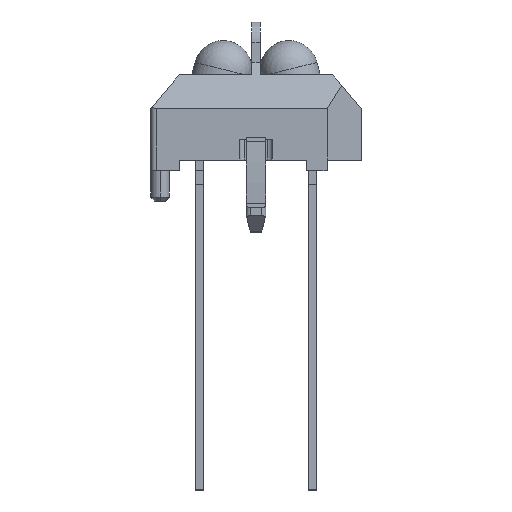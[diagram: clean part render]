
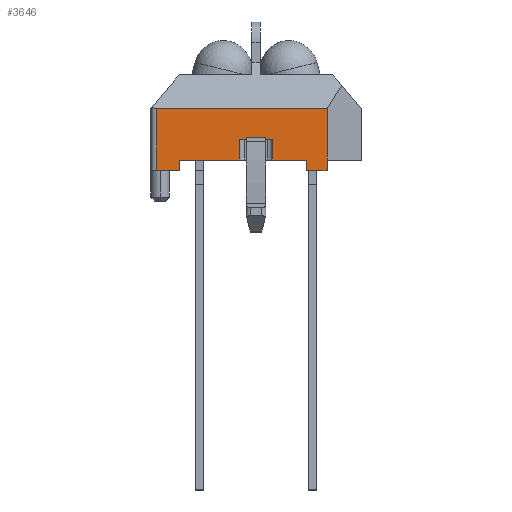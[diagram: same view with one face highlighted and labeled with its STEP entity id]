
A CAD part, top view. The second image highlights one B-rep face of the part: STEP entity #3646.
In plain terms, the highlighted planar face has unit normal (0, 0, 1).
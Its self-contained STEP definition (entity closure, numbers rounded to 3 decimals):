
#19 = VERTEX_POINT ( 'NONE', #1026 ) ;
#36 = EDGE_CURVE ( 'NONE', #3780, #503, #2066, .T. ) ;
#47 = ORIENTED_EDGE ( 'NONE', *, *, #1469, .T. ) ;
#52 = CARTESIAN_POINT ( 'NONE',  ( -4.85, 0., 2.9 ) ) ;
#118 = VERTEX_POINT ( 'NONE', #4472 ) ;
#121 = EDGE_CURVE ( 'NONE', #1416, #1897, #2031, .T. ) ;
#153 = LINE ( 'NONE', #780, #1698 ) ;
#158 = ORIENTED_EDGE ( 'NONE', *, *, #2685, .F. ) ;
#189 = CARTESIAN_POINT ( 'NONE',  ( 0.475, 1.595, 2.9 ) ) ;
#317 = LINE ( 'NONE', #2708, #1861 ) ;
#402 = LINE ( 'NONE', #3320, #3558 ) ;
#440 = VECTOR ( 'NONE', #841, 1000. ) ;
#461 = DIRECTION ( 'NONE',  ( 0., -1., 0. ) ) ;
#483 = VERTEX_POINT ( 'NONE', #758 ) ;
#484 = DIRECTION ( 'NONE',  ( -1., 0., 0. ) ) ;
#488 = VERTEX_POINT ( 'NONE', #2834 ) ;
#503 = VERTEX_POINT ( 'NONE', #2409 ) ;
#569 = CARTESIAN_POINT ( 'NONE',  ( -5.1, 4.63, 2.9 ) ) ;
#596 = VERTEX_POINT ( 'NONE', #189 ) ;
#601 = CARTESIAN_POINT ( 'NONE',  ( 2.45, 0., 2.9 ) ) ;
#708 = LINE ( 'NONE', #3083, #2202 ) ;
#758 = CARTESIAN_POINT ( 'NONE',  ( 3.45, 0.5, 2.9 ) ) ;
#769 = EDGE_CURVE ( 'NONE', #3784, #3828, #907, .T. ) ;
#780 = CARTESIAN_POINT ( 'NONE',  ( -0.8, 1.5, 2.9 ) ) ;
#786 = EDGE_CURVE ( 'NONE', #3828, #932, #2551, .T. ) ;
#805 = AXIS2_PLACEMENT_3D ( 'NONE', #569, #4259, #3524 ) ;
#822 = DIRECTION ( 'NONE',  ( -1., 0., 0. ) ) ;
#841 = DIRECTION ( 'NONE',  ( 0., -1., 0. ) ) ;
#885 = ORIENTED_EDGE ( 'NONE', *, *, #1901, .F. ) ;
#887 = LINE ( 'NONE', #4015, #906 ) ;
#906 = VECTOR ( 'NONE', #2807, 1000. ) ;
#907 = LINE ( 'NONE', #3546, #2571 ) ;
#932 = VERTEX_POINT ( 'NONE', #3801 ) ;
#948 = ORIENTED_EDGE ( 'NONE', *, *, #1384, .F. ) ;
#978 = ORIENTED_EDGE ( 'NONE', *, *, #1573, .F. ) ;
#1016 = DIRECTION ( 'NONE',  ( 0., 1., 0. ) ) ;
#1024 = PLANE ( 'NONE',  #805 ) ;
#1026 = CARTESIAN_POINT ( 'NONE',  ( -4.65, 0., 2.9 ) ) ;
#1032 = DIRECTION ( 'NONE',  ( 0., 1., 0. ) ) ;
#1045 = VECTOR ( 'NONE', #1312, 1000. ) ;
#1098 = DIRECTION ( 'NONE',  ( -1., 0., 0. ) ) ;
#1138 = CARTESIAN_POINT ( 'NONE',  ( -3.7, 0.5, 2.9 ) ) ;
#1162 = LINE ( 'NONE', #1887, #4305 ) ;
#1312 = DIRECTION ( 'NONE',  ( 0., -1., 0. ) ) ;
#1320 = CARTESIAN_POINT ( 'NONE',  ( -0.475, -2.7, 2.9 ) ) ;
#1321 = LINE ( 'NONE', #601, #2829 ) ;
#1362 = LINE ( 'NONE', #3063, #2882 ) ;
#1384 = EDGE_CURVE ( 'NONE', #3903, #488, #153, .T. ) ;
#1402 = CARTESIAN_POINT ( 'NONE',  ( -3.7, 0., 2.9 ) ) ;
#1416 = VERTEX_POINT ( 'NONE', #2546 ) ;
#1469 = EDGE_CURVE ( 'NONE', #1724, #596, #3363, .T. ) ;
#1544 = VERTEX_POINT ( 'NONE', #3767 ) ;
#1573 = EDGE_CURVE ( 'NONE', #1544, #503, #317, .T. ) ;
#1615 = ORIENTED_EDGE ( 'NONE', *, *, #2502, .T. ) ;
#1664 = ORIENTED_EDGE ( 'NONE', *, *, #2790, .T. ) ;
#1698 = VECTOR ( 'NONE', #1098, 1000. ) ;
#1724 = VERTEX_POINT ( 'NONE', #3482 ) ;
#1801 = DIRECTION ( 'NONE',  ( 1., 0., 0. ) ) ;
#1824 = VECTOR ( 'NONE', #3651, 1000. ) ;
#1861 = VECTOR ( 'NONE', #484, 1000. ) ;
#1863 = LINE ( 'NONE', #1320, #3481 ) ;
#1887 = CARTESIAN_POINT ( 'NONE',  ( 0.475, 4.63, 2.9 ) ) ;
#1897 = VERTEX_POINT ( 'NONE', #2007 ) ;
#1901 = EDGE_CURVE ( 'NONE', #488, #3784, #402, .T. ) ;
#1963 = CARTESIAN_POINT ( 'NONE',  ( -5.1, 0., 2.9 ) ) ;
#1991 = VECTOR ( 'NONE', #1801, 1000. ) ;
#2007 = CARTESIAN_POINT ( 'NONE',  ( 3.45, 3., 2.9 ) ) ;
#2022 = CARTESIAN_POINT ( 'NONE',  ( 0.475, 1.5, 2.9 ) ) ;
#2031 = LINE ( 'NONE', #3218, #1991 ) ;
#2066 = LINE ( 'NONE', #2670, #440 ) ;
#2104 = ORIENTED_EDGE ( 'NONE', *, *, #121, .F. ) ;
#2164 = VERTEX_POINT ( 'NONE', #2022 ) ;
#2165 = EDGE_CURVE ( 'NONE', #19, #932, #708, .T. ) ;
#2172 = EDGE_LOOP ( 'NONE', ( #2104, #4030, #1615, #2419, #2778, #2259, #885, #948, #3936, #47, #3895, #158, #4057, #978, #2477, #3386, #2483, #1664 ) ) ;
#2187 = CARTESIAN_POINT ( 'NONE',  ( -4.85, 4.63, 2.9 ) ) ;
#2202 = VECTOR ( 'NONE', #3712, 1000. ) ;
#2259 = ORIENTED_EDGE ( 'NONE', *, *, #769, .F. ) ;
#2307 = EDGE_CURVE ( 'NONE', #4554, #118, #887, .T. ) ;
#2336 = DIRECTION ( 'NONE',  ( 0., -1., 0. ) ) ;
#2362 = DIRECTION ( 'NONE',  ( 0., -1., 0. ) ) ;
#2401 = DIRECTION ( 'NONE',  ( 1., 0., 0. ) ) ;
#2409 = CARTESIAN_POINT ( 'NONE',  ( 0.8, 0.5, 2.9 ) ) ;
#2419 = ORIENTED_EDGE ( 'NONE', *, *, #2165, .T. ) ;
#2444 = LINE ( 'NONE', #1963, #2512 ) ;
#2477 = ORIENTED_EDGE ( 'NONE', *, *, #3246, .F. ) ;
#2483 = ORIENTED_EDGE ( 'NONE', *, *, #3219, .F. ) ;
#2502 = EDGE_CURVE ( 'NONE', #4071, #19, #2444, .T. ) ;
#2508 = CARTESIAN_POINT ( 'NONE',  ( -0.8, 0.5, 2.9 ) ) ;
#2512 = VECTOR ( 'NONE', #2401, 1000. ) ;
#2546 = CARTESIAN_POINT ( 'NONE',  ( -4.85, 3., 2.9 ) ) ;
#2549 = VECTOR ( 'NONE', #3665, 1000. ) ;
#2551 = LINE ( 'NONE', #1402, #2580 ) ;
#2571 = VECTOR ( 'NONE', #822, 1000. ) ;
#2573 = CARTESIAN_POINT ( 'NONE',  ( 2.45, 0., 2.9 ) ) ;
#2580 = VECTOR ( 'NONE', #2336, 1000. ) ;
#2607 = CARTESIAN_POINT ( 'NONE',  ( 0.475, 1.595, 2.9 ) ) ;
#2641 = CARTESIAN_POINT ( 'NONE',  ( 3.45, 0., 2.9 ) ) ;
#2642 = EDGE_CURVE ( 'NONE', #1416, #4071, #4178, .T. ) ;
#2670 = CARTESIAN_POINT ( 'NONE',  ( 0.8, 1.5, 2.9 ) ) ;
#2685 = EDGE_CURVE ( 'NONE', #3780, #2164, #4217, .T. ) ;
#2708 = CARTESIAN_POINT ( 'NONE',  ( -3.7, 0.5, 2.9 ) ) ;
#2778 = ORIENTED_EDGE ( 'NONE', *, *, #786, .F. ) ;
#2790 = EDGE_CURVE ( 'NONE', #483, #1897, #4132, .T. ) ;
#2807 = DIRECTION ( 'NONE',  ( 1., 0., 0. ) ) ;
#2829 = VECTOR ( 'NONE', #1016, 1000. ) ;
#2834 = CARTESIAN_POINT ( 'NONE',  ( -0.8, 1.5, 2.9 ) ) ;
#2859 = CARTESIAN_POINT ( 'NONE',  ( -0.8, 1.5, 2.9 ) ) ;
#2882 = VECTOR ( 'NONE', #3138, 1000. ) ;
#3046 = CARTESIAN_POINT ( 'NONE',  ( 0.8, 1.5, 2.9 ) ) ;
#3063 = CARTESIAN_POINT ( 'NONE',  ( 3.45, 0., 2.9 ) ) ;
#3083 = CARTESIAN_POINT ( 'NONE',  ( -5.1, 0., 2.9 ) ) ;
#3113 = EDGE_CURVE ( 'NONE', #596, #2164, #1162, .T. ) ;
#3138 = DIRECTION ( 'NONE',  ( 0., -1., 0. ) ) ;
#3143 = CARTESIAN_POINT ( 'NONE',  ( -0.475, 1.5, 2.9 ) ) ;
#3175 = DIRECTION ( 'NONE',  ( -1., 0., 0. ) ) ;
#3218 = CARTESIAN_POINT ( 'NONE',  ( -5.1, 3., 2.9 ) ) ;
#3219 = EDGE_CURVE ( 'NONE', #483, #118, #1362, .T. ) ;
#3246 = EDGE_CURVE ( 'NONE', #4554, #1544, #1321, .T. ) ;
#3320 = CARTESIAN_POINT ( 'NONE',  ( -0.8, 1.5, 2.9 ) ) ;
#3363 = LINE ( 'NONE', #2607, #1824 ) ;
#3386 = ORIENTED_EDGE ( 'NONE', *, *, #2307, .T. ) ;
#3481 = VECTOR ( 'NONE', #1032, 1000. ) ;
#3482 = CARTESIAN_POINT ( 'NONE',  ( -0.475, 1.595, 2.9 ) ) ;
#3524 = DIRECTION ( 'NONE',  ( -1., 0., 0. ) ) ;
#3546 = CARTESIAN_POINT ( 'NONE',  ( -3.7, 0.5, 2.9 ) ) ;
#3558 = VECTOR ( 'NONE', #461, 1000. ) ;
#3646 = ADVANCED_FACE ( 'NONE', ( #4598 ), #1024, .F. ) ;
#3651 = DIRECTION ( 'NONE',  ( 1., 0., 0. ) ) ;
#3665 = DIRECTION ( 'NONE',  ( 0., 1., 0. ) ) ;
#3712 = DIRECTION ( 'NONE',  ( 1., 0., 0. ) ) ;
#3767 = CARTESIAN_POINT ( 'NONE',  ( 2.45, 0.5, 2.9 ) ) ;
#3780 = VERTEX_POINT ( 'NONE', #3046 ) ;
#3784 = VERTEX_POINT ( 'NONE', #2508 ) ;
#3801 = CARTESIAN_POINT ( 'NONE',  ( -3.7, 0., 2.9 ) ) ;
#3828 = VERTEX_POINT ( 'NONE', #1138 ) ;
#3895 = ORIENTED_EDGE ( 'NONE', *, *, #3113, .T. ) ;
#3903 = VERTEX_POINT ( 'NONE', #3143 ) ;
#3936 = ORIENTED_EDGE ( 'NONE', *, *, #4225, .T. ) ;
#4015 = CARTESIAN_POINT ( 'NONE',  ( -5.1, 0., 2.9 ) ) ;
#4030 = ORIENTED_EDGE ( 'NONE', *, *, #2642, .T. ) ;
#4057 = ORIENTED_EDGE ( 'NONE', *, *, #36, .T. ) ;
#4071 = VERTEX_POINT ( 'NONE', #52 ) ;
#4132 = LINE ( 'NONE', #2641, #2549 ) ;
#4178 = LINE ( 'NONE', #2187, #1045 ) ;
#4185 = VECTOR ( 'NONE', #3175, 1000. ) ;
#4217 = LINE ( 'NONE', #2859, #4185 ) ;
#4225 = EDGE_CURVE ( 'NONE', #3903, #1724, #1863, .T. ) ;
#4259 = DIRECTION ( 'NONE',  ( 0., 0., -1. ) ) ;
#4305 = VECTOR ( 'NONE', #2362, 1000. ) ;
#4472 = CARTESIAN_POINT ( 'NONE',  ( 3.45, 0., 2.9 ) ) ;
#4554 = VERTEX_POINT ( 'NONE', #2573 ) ;
#4598 = FACE_OUTER_BOUND ( 'NONE', #2172, .T. ) ;
